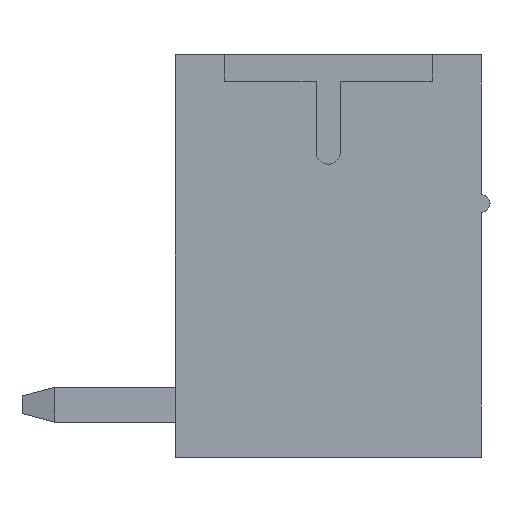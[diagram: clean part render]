
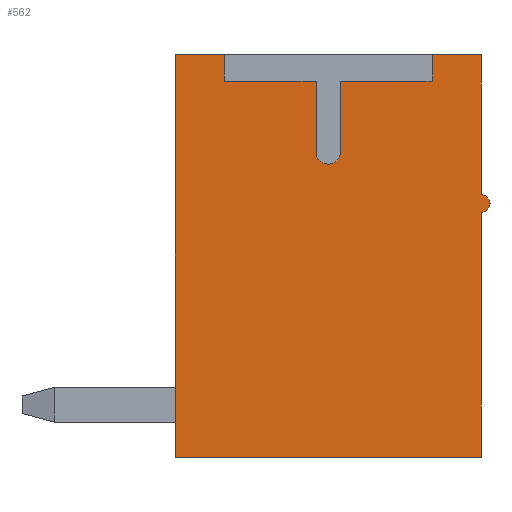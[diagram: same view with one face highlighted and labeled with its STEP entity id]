
A CAD part, left-side view. The second image highlights one B-rep face of the part: STEP entity #562.
In plain terms, the highlighted planar face has unit normal (-1, 0, 0).
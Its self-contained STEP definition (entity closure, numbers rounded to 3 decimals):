
#562 = ADVANCED_FACE( '', ( #1234 ), #1235, .F. );
#1234 = FACE_OUTER_BOUND( '', #2041, .T. );
#1235 = PLANE( '', #2042 );
#2041 = EDGE_LOOP( '', ( #3463, #3464, #3465, #3466, #3467, #3468, #3469, #3470, #3471, #3472, #3473, #3474, #3475, #3476 ) );
#2042 = AXIS2_PLACEMENT_3D( '', #3477, #3478, #3479 );
#3463 = ORIENTED_EDGE( '', *, *, #5501, .T. );
#3464 = ORIENTED_EDGE( '', *, *, #5502, .T. );
#3465 = ORIENTED_EDGE( '', *, *, #5503, .T. );
#3466 = ORIENTED_EDGE( '', *, *, #5504, .T. );
#3467 = ORIENTED_EDGE( '', *, *, #5505, .T. );
#3468 = ORIENTED_EDGE( '', *, *, #5506, .T. );
#3469 = ORIENTED_EDGE( '', *, *, #5507, .T. );
#3470 = ORIENTED_EDGE( '', *, *, #5508, .T. );
#3471 = ORIENTED_EDGE( '', *, *, #5438, .T. );
#3472 = ORIENTED_EDGE( '', *, *, #5509, .T. );
#3473 = ORIENTED_EDGE( '', *, *, #5510, .T. );
#3474 = ORIENTED_EDGE( '', *, *, #5511, .T. );
#3475 = ORIENTED_EDGE( '', *, *, #5512, .T. );
#3476 = ORIENTED_EDGE( '', *, *, #5513, .T. );
#3477 = CARTESIAN_POINT( '', ( -9.97, 0., 2.375 ) );
#3478 = DIRECTION( '', ( 1., 0., 0. ) );
#3479 = DIRECTION( '', ( 0., 0., -1. ) );
#5438 = EDGE_CURVE( '', #6735, #6733, #6736, .T. );
#5501 = EDGE_CURVE( '', #6829, #6830, #6831, .T. );
#5502 = EDGE_CURVE( '', #6830, #6832, #6833, .T. );
#5503 = EDGE_CURVE( '', #6832, #6834, #6835, .T. );
#5504 = EDGE_CURVE( '', #6834, #6836, #6837, .T. );
#5505 = EDGE_CURVE( '', #6836, #6838, #6839, .T. );
#5506 = EDGE_CURVE( '', #6838, #6840, #6841, .T. );
#5507 = EDGE_CURVE( '', #6840, #6842, #6843, .T. );
#5508 = EDGE_CURVE( '', #6842, #6735, #6844, .T. );
#5509 = EDGE_CURVE( '', #6733, #6845, #6846, .T. );
#5510 = EDGE_CURVE( '', #6845, #6847, #6848, .T. );
#5511 = EDGE_CURVE( '', #6847, #6849, #6850, .T. );
#5512 = EDGE_CURVE( '', #6849, #6851, #6852, .T. );
#5513 = EDGE_CURVE( '', #6851, #6829, #6853, .F. );
#6733 = VERTEX_POINT( '', #8529 );
#6735 = VERTEX_POINT( '', #8532 );
#6736 = LINE( '', #8533, #8534 );
#6829 = VERTEX_POINT( '', #8672 );
#6830 = VERTEX_POINT( '', #8673 );
#6831 = LINE( '', #8674, #8675 );
#6832 = VERTEX_POINT( '', #8676 );
#6833 = LINE( '', #8677, #8678 );
#6834 = VERTEX_POINT( '', #8679 );
#6835 = LINE( '', #8680, #8681 );
#6836 = VERTEX_POINT( '', #8682 );
#6837 = LINE( '', #8683, #8684 );
#6838 = VERTEX_POINT( '', #8685 );
#6839 = LINE( '', #8686, #8687 );
#6840 = VERTEX_POINT( '', #8688 );
#6841 = CIRCLE( '', #8689, 0.275 );
#6842 = VERTEX_POINT( '', #8690 );
#6843 = LINE( '', #8691, #8692 );
#6844 = LINE( '', #8693, #8694 );
#6845 = VERTEX_POINT( '', #8695 );
#6846 = LINE( '', #8696, #8697 );
#6847 = VERTEX_POINT( '', #8698 );
#6848 = LINE( '', #8699, #8700 );
#6849 = VERTEX_POINT( '', #8701 );
#6850 = LINE( '', #8702, #8703 );
#6851 = VERTEX_POINT( '', #8704 );
#6852 = LINE( '', #8705, #8706 );
#6853 = CIRCLE( '', #8707, 0.2 );
#8529 = CARTESIAN_POINT( '', ( -9.97, 2.375, 4.6 ) );
#8532 = CARTESIAN_POINT( '', ( -9.97, 2.375, 4. ) );
#8533 = CARTESIAN_POINT( '', ( -9.97, 2.375, 4. ) );
#8534 = VECTOR( '', #9908, 1000. );
#8672 = CARTESIAN_POINT( '', ( -9.97, -3.5, 1.4 ) );
#8673 = CARTESIAN_POINT( '', ( -9.97, -3.5, 4.6 ) );
#8674 = CARTESIAN_POINT( '', ( -9.97, -3.5, 1.4 ) );
#8675 = VECTOR( '', #9957, 1000. );
#8676 = CARTESIAN_POINT( '', ( -9.97, -2.375, 4.6 ) );
#8677 = CARTESIAN_POINT( '', ( -9.97, -3.871, 4.6 ) );
#8678 = VECTOR( '', #9958, 1000. );
#8679 = CARTESIAN_POINT( '', ( -9.97, -2.375, 4. ) );
#8680 = CARTESIAN_POINT( '', ( -9.97, -2.375, 4.6 ) );
#8681 = VECTOR( '', #9959, 1000. );
#8682 = CARTESIAN_POINT( '', ( -9.97, -0.275, 4. ) );
#8683 = CARTESIAN_POINT( '', ( -9.97, -2.375, 4. ) );
#8684 = VECTOR( '', #9960, 1000. );
#8685 = CARTESIAN_POINT( '', ( -9.97, -0.275, 2.375 ) );
#8686 = CARTESIAN_POINT( '', ( -9.97, -0.275, 4. ) );
#8687 = VECTOR( '', #9961, 1000. );
#8688 = CARTESIAN_POINT( '', ( -9.97, 0.275, 2.375 ) );
#8689 = AXIS2_PLACEMENT_3D( '', #9962, #9963, #9964 );
#8690 = CARTESIAN_POINT( '', ( -9.97, 0.275, 4. ) );
#8691 = CARTESIAN_POINT( '', ( -9.97, 0.275, 2.375 ) );
#8692 = VECTOR( '', #9965, 1000. );
#8693 = CARTESIAN_POINT( '', ( -9.97, 0.275, 4. ) );
#8694 = VECTOR( '', #9966, 1000. );
#8695 = CARTESIAN_POINT( '', ( -9.97, 3.5, 4.6 ) );
#8696 = CARTESIAN_POINT( '', ( -9.97, 2.375, 4.6 ) );
#8697 = VECTOR( '', #9967, 1000. );
#8698 = CARTESIAN_POINT( '', ( -9.97, 3.5, -4.6 ) );
#8699 = CARTESIAN_POINT( '', ( -9.97, 3.5, 4.6 ) );
#8700 = VECTOR( '', #9968, 1000. );
#8701 = CARTESIAN_POINT( '', ( -9.97, -3.5, -4.6 ) );
#8702 = CARTESIAN_POINT( '', ( -9.97, 3.5, -4.6 ) );
#8703 = VECTOR( '', #9969, 1000. );
#8704 = CARTESIAN_POINT( '', ( -9.97, -3.5, 1. ) );
#8705 = CARTESIAN_POINT( '', ( -9.97, -3.5, -4.6 ) );
#8706 = VECTOR( '', #9970, 1000. );
#8707 = AXIS2_PLACEMENT_3D( '', #9971, #9972, #9973 );
#9908 = DIRECTION( '', ( 0., 0., 1. ) );
#9957 = DIRECTION( '', ( 0., 0., 1. ) );
#9958 = DIRECTION( '', ( 0., 1., 0. ) );
#9959 = DIRECTION( '', ( 0., 0., -1. ) );
#9960 = DIRECTION( '', ( 0., 1., 0. ) );
#9961 = DIRECTION( '', ( 0., 0., -1. ) );
#9962 = CARTESIAN_POINT( '', ( -9.97, 0., 2.375 ) );
#9963 = DIRECTION( '', ( 1., 0., 0. ) );
#9964 = DIRECTION( '', ( 0., -1., 0. ) );
#9965 = DIRECTION( '', ( 0., 0., 1. ) );
#9966 = DIRECTION( '', ( 0., 1., 0. ) );
#9967 = DIRECTION( '', ( 0., 1., 0. ) );
#9968 = DIRECTION( '', ( 0., 0., -1. ) );
#9969 = DIRECTION( '', ( 0., -1., 0. ) );
#9970 = DIRECTION( '', ( 0., 0., 1. ) );
#9971 = CARTESIAN_POINT( '', ( -9.97, -3.5, 1.2 ) );
#9972 = DIRECTION( '', ( 1., 0., 0. ) );
#9973 = DIRECTION( '', ( 0., 0., -1. ) );
